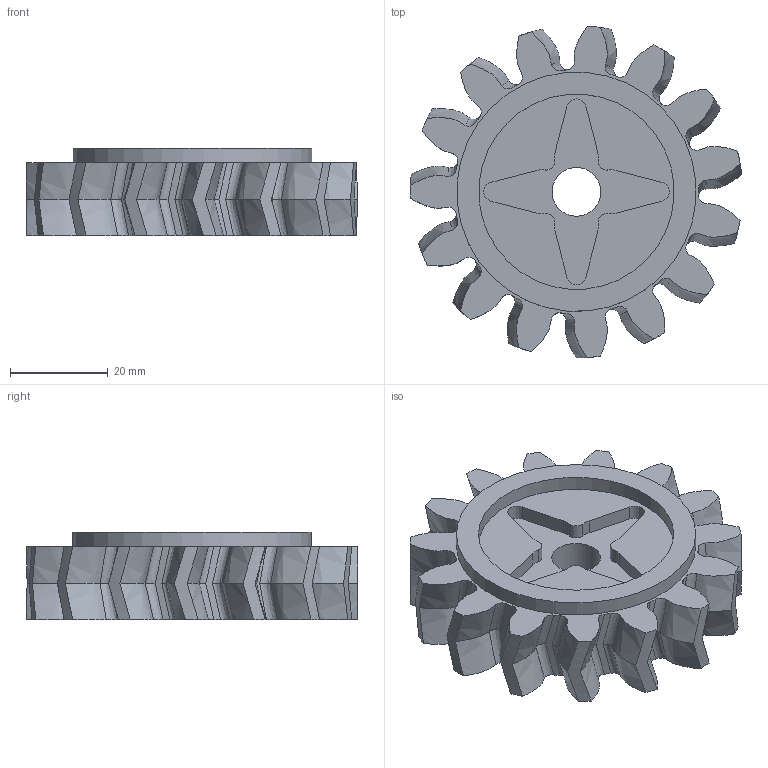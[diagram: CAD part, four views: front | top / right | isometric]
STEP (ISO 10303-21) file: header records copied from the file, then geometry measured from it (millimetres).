
FILE_DESCRIPTION(/* description */ (''),/* implementation_level */ '2;1');
FILE_NAME(/* name */ 'uMule-UDaR-drive_gear.stp',/* time_stamp */ '2024-10-22T08:11:52+02:00',/* author */ ('owozn'),/* organization */ (''),/* preprocessor_version */ 'ST-DEVELOPER v20',/* originating_system */ 'Autodesk Inventor 2024',/* authorisation */ '');
FILE_SCHEMA (('AUTOMOTIVE_DESIGN { 1 0 10303 214 3 1 1 }'));
Length unit declared in the file: millimetre
Products named in the file (1): Part Studio 1 - Spur gear (15 teeth) (2)
Bounding box: 67.82 x 67.93 x 18 mm (x, y, z)
Volume: 40730.1 mm3; surface area: 12678.4 mm2
Topology: 1 solids, 1 shells, 182 faces, 501 edges, 324 vertices
Faces by surface type: bspline 120, cylinder 49, plane 13
Full cylindrical faces by diameter (mm): 10 x1, 40 x1, 49 x1
Entity records: 26980 total; most frequent: CARTESIAN_POINT 22698, ORIENTED_EDGE 1002, DIRECTION 845, EDGE_CURVE 501, AXIS2_PLACEMENT_3D 401, VERTEX_POINT 324, EDGE_LOOP 187, FACE_OUTER_BOUND 182
